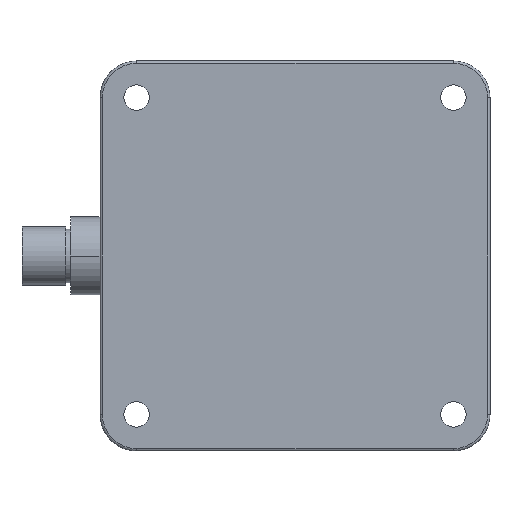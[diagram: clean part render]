
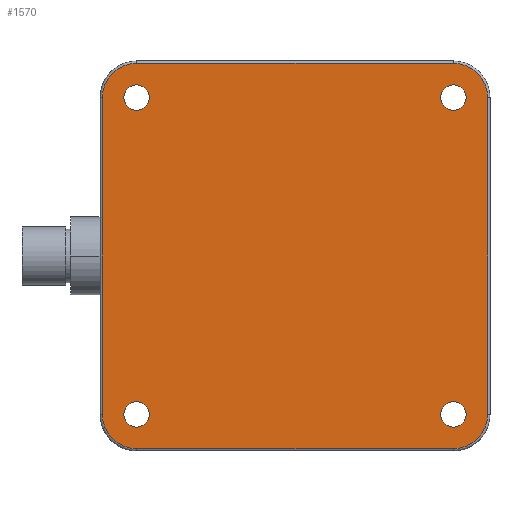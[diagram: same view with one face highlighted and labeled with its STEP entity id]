
A CAD part, front view. The second image highlights one B-rep face of the part: STEP entity #1570.
In plain terms, the highlighted planar face has unit normal (0, -1, 0).
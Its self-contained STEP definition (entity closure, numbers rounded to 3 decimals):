
#56=CARTESIAN_POINT('',(32.5,0.,32.5));
#57=DIRECTION('',(0.,1.,0.));
#58=DIRECTION('',(1.,0.,0.));
#59=AXIS2_PLACEMENT_3D('',#56,#57,#58);
#65=CARTESIAN_POINT('',(32.5,0.,32.5));
#66=DIRECTION('',(0.,1.,0.));
#67=DIRECTION('',(-1.,0.,0.));
#68=AXIS2_PLACEMENT_3D('',#65,#66,#67);
#73=CARTESIAN_POINT('',(32.5,0.,-32.5));
#74=DIRECTION('',(0.,1.,0.));
#75=DIRECTION('',(0.,0.,-1.));
#76=AXIS2_PLACEMENT_3D('',#73,#74,#75);
#81=CARTESIAN_POINT('',(32.5,0.,-32.5));
#82=DIRECTION('',(0.,1.,0.));
#83=DIRECTION('',(0.,0.,1.));
#84=AXIS2_PLACEMENT_3D('',#81,#82,#83);
#89=CARTESIAN_POINT('',(-32.5,0.,-32.5));
#90=DIRECTION('',(0.,1.,0.));
#91=DIRECTION('',(-1.,0.,0.));
#92=AXIS2_PLACEMENT_3D('',#89,#90,#91);
#97=CARTESIAN_POINT('',(-32.5,0.,-32.5));
#98=DIRECTION('',(0.,1.,0.));
#99=DIRECTION('',(1.,0.,0.));
#100=AXIS2_PLACEMENT_3D('',#97,#98,#99);
#105=CARTESIAN_POINT('',(-32.5,0.,32.5));
#106=DIRECTION('',(0.,1.,0.));
#107=DIRECTION('',(0.,0.,1.));
#108=AXIS2_PLACEMENT_3D('',#105,#106,#107);
#113=CARTESIAN_POINT('',(-32.5,0.,32.5));
#114=DIRECTION('',(0.,1.,0.));
#115=DIRECTION('',(0.,0.,-1.));
#116=AXIS2_PLACEMENT_3D('',#113,#114,#115);
#121=DIRECTION('',(-1.,0.,0.));
#122=VECTOR('',#121,65.);
#123=CARTESIAN_POINT('',(32.5,0.,39.5));
#124=LINE('',#123,#122);
#128=CARTESIAN_POINT('',(32.5,0.,32.5));
#129=DIRECTION('',(0.,-1.,0.));
#130=DIRECTION('',(1.,0.,0.));
#131=AXIS2_PLACEMENT_3D('',#128,#129,#130);
#136=DIRECTION('',(0.,0.,1.));
#137=VECTOR('',#136,65.);
#138=CARTESIAN_POINT('',(39.5,0.,-32.5));
#139=LINE('',#138,#137);
#143=CARTESIAN_POINT('',(32.5,0.,-32.5));
#144=DIRECTION('',(0.,-1.,0.));
#145=DIRECTION('',(0.,0.,-1.));
#146=AXIS2_PLACEMENT_3D('',#143,#144,#145);
#151=DIRECTION('',(1.,0.,0.));
#152=VECTOR('',#151,65.);
#153=CARTESIAN_POINT('',(-32.5,0.,-39.5));
#154=LINE('',#153,#152);
#158=CARTESIAN_POINT('',(-32.5,0.,-32.5));
#159=DIRECTION('',(0.,-1.,0.));
#160=DIRECTION('',(-1.,0.,0.));
#161=AXIS2_PLACEMENT_3D('',#158,#159,#160);
#166=DIRECTION('',(0.,0.,-1.));
#167=VECTOR('',#166,65.);
#168=CARTESIAN_POINT('',(-39.5,0.,32.5));
#169=LINE('',#168,#167);
#173=CARTESIAN_POINT('',(-32.5,0.,32.5));
#174=DIRECTION('',(0.,-1.,0.));
#175=DIRECTION('',(0.,0.,1.));
#176=AXIS2_PLACEMENT_3D('',#173,#174,#175);
#1307=CARTESIAN_POINT('',(35.1,0.,32.5));
#1308=CARTESIAN_POINT('',(29.9,0.,32.5));
#1309=VERTEX_POINT('',#1307);
#1310=VERTEX_POINT('',#1308);
#1339=CARTESIAN_POINT('',(32.5,0.,-35.1));
#1340=CARTESIAN_POINT('',(32.5,0.,-29.9));
#1341=VERTEX_POINT('',#1339);
#1342=VERTEX_POINT('',#1340);
#1371=CARTESIAN_POINT('',(-35.1,0.,-32.5));
#1372=CARTESIAN_POINT('',(-29.9,0.,-32.5));
#1373=VERTEX_POINT('',#1371);
#1374=VERTEX_POINT('',#1372);
#1403=CARTESIAN_POINT('',(-32.5,0.,35.1));
#1404=CARTESIAN_POINT('',(-32.5,0.,29.9));
#1405=VERTEX_POINT('',#1403);
#1406=VERTEX_POINT('',#1404);
#1467=CARTESIAN_POINT('',(32.5,0.,39.5));
#1468=CARTESIAN_POINT('',(-32.5,0.,39.5));
#1469=VERTEX_POINT('',#1467);
#1470=VERTEX_POINT('',#1468);
#1475=CARTESIAN_POINT('',(-39.5,0.,32.5));
#1476=VERTEX_POINT('',#1475);
#1479=CARTESIAN_POINT('',(-39.5,0.,-32.5));
#1480=VERTEX_POINT('',#1479);
#1483=CARTESIAN_POINT('',(-32.5,0.,-39.5));
#1484=VERTEX_POINT('',#1483);
#1487=CARTESIAN_POINT('',(32.5,0.,-39.5));
#1488=VERTEX_POINT('',#1487);
#1491=CARTESIAN_POINT('',(39.5,0.,-32.5));
#1492=VERTEX_POINT('',#1491);
#1495=CARTESIAN_POINT('',(39.5,0.,32.5));
#1496=VERTEX_POINT('',#1495);
#1523=CARTESIAN_POINT('',(0.,0.,0.));
#1524=DIRECTION('',(0.,1.,0.));
#1525=DIRECTION('',(1.,0.,0.));
#1526=AXIS2_PLACEMENT_3D('',#1523,#1524,#1525);
#1527=PLANE('',#1526);
#1529=ORIENTED_EDGE('',*,*,#1528,.F.);
#1531=ORIENTED_EDGE('',*,*,#1530,.F.);
#1533=ORIENTED_EDGE('',*,*,#1532,.F.);
#1535=ORIENTED_EDGE('',*,*,#1534,.F.);
#1537=ORIENTED_EDGE('',*,*,#1536,.F.);
#1539=ORIENTED_EDGE('',*,*,#1538,.F.);
#1541=ORIENTED_EDGE('',*,*,#1540,.F.);
#1543=ORIENTED_EDGE('',*,*,#1542,.F.);
#1544=EDGE_LOOP('',(#1529,#1531,#1533,#1535,#1537,#1539,#1541,#1543));
#1545=FACE_OUTER_BOUND('',#1544,.F.);
#1547=ORIENTED_EDGE('',*,*,#1546,.F.);
#1549=ORIENTED_EDGE('',*,*,#1548,.F.);
#1550=EDGE_LOOP('',(#1547,#1549));
#1551=FACE_BOUND('',#1550,.F.);
#1553=ORIENTED_EDGE('',*,*,#1552,.F.);
#1555=ORIENTED_EDGE('',*,*,#1554,.F.);
#1556=EDGE_LOOP('',(#1553,#1555));
#1557=FACE_BOUND('',#1556,.F.);
#1559=ORIENTED_EDGE('',*,*,#1558,.F.);
#1561=ORIENTED_EDGE('',*,*,#1560,.F.);
#1562=EDGE_LOOP('',(#1559,#1561));
#1563=FACE_BOUND('',#1562,.F.);
#1565=ORIENTED_EDGE('',*,*,#1564,.F.);
#1567=ORIENTED_EDGE('',*,*,#1566,.F.);
#1568=EDGE_LOOP('',(#1565,#1567));
#1569=FACE_BOUND('',#1568,.F.);
#1570=ADVANCED_FACE('',(#1545,#1551,#1557,#1563,#1569),#1527,.F.);
#60=CIRCLE('',#59,2.6);
#69=CIRCLE('',#68,2.6);
#77=CIRCLE('',#76,2.6);
#85=CIRCLE('',#84,2.6);
#93=CIRCLE('',#92,2.6);
#101=CIRCLE('',#100,2.6);
#109=CIRCLE('',#108,2.6);
#117=CIRCLE('',#116,2.6);
#132=CIRCLE('',#131,7.);
#147=CIRCLE('',#146,7.);
#162=CIRCLE('',#161,7.);
#177=CIRCLE('',#176,7.);
#1528=EDGE_CURVE('',#1469,#1470,#124,.T.);
#1530=EDGE_CURVE('',#1496,#1469,#132,.T.);
#1532=EDGE_CURVE('',#1492,#1496,#139,.T.);
#1534=EDGE_CURVE('',#1488,#1492,#147,.T.);
#1536=EDGE_CURVE('',#1484,#1488,#154,.T.);
#1538=EDGE_CURVE('',#1480,#1484,#162,.T.);
#1540=EDGE_CURVE('',#1476,#1480,#169,.T.);
#1542=EDGE_CURVE('',#1470,#1476,#177,.T.);
#1546=EDGE_CURVE('',#1309,#1310,#60,.T.);
#1548=EDGE_CURVE('',#1310,#1309,#69,.T.);
#1552=EDGE_CURVE('',#1341,#1342,#77,.T.);
#1554=EDGE_CURVE('',#1342,#1341,#85,.T.);
#1558=EDGE_CURVE('',#1373,#1374,#93,.T.);
#1560=EDGE_CURVE('',#1374,#1373,#101,.T.);
#1564=EDGE_CURVE('',#1405,#1406,#109,.T.);
#1566=EDGE_CURVE('',#1406,#1405,#117,.T.);
